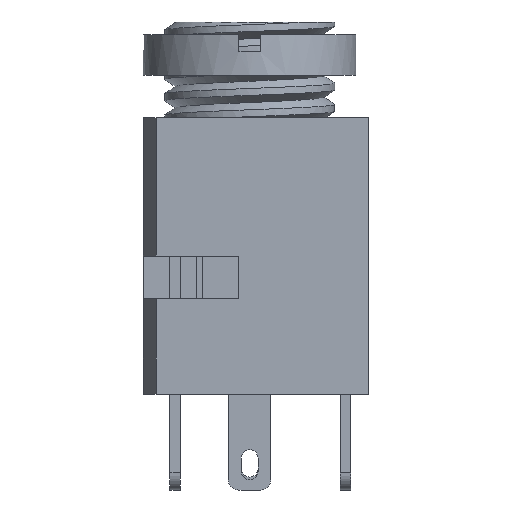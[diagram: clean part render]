
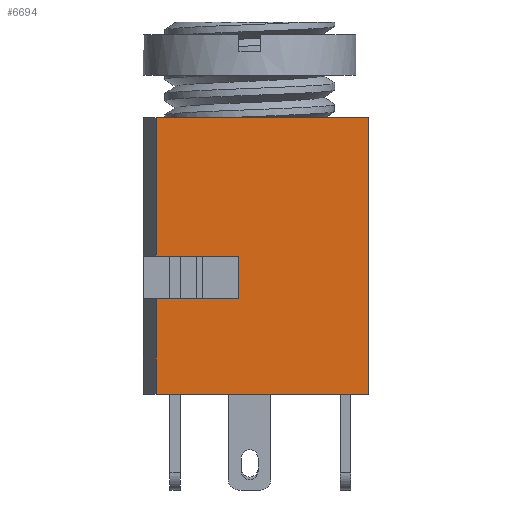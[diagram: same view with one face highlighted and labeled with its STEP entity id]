
A CAD part, left-side view. The second image highlights one B-rep face of the part: STEP entity #6694.
In plain terms, the highlighted planar face has unit normal (-1, 0, 0).
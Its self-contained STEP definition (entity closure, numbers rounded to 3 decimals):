
#6694 = ADVANCED_FACE('',(#6695),#6709,.F.);
#6695 = FACE_BOUND('',#6696,.F.);
#6696 = EDGE_LOOP('',(#6697,#6732,#6760,#6788,#6816,#6844,#6872,#6900));
#6697 = ORIENTED_EDGE('',*,*,#6698,.F.);
#6698 = EDGE_CURVE('',#6699,#6701,#6703,.T.);
#6699 = VERTEX_POINT('',#6700);
#6700 = CARTESIAN_POINT('',(-4.5,4.4,0.));
#6701 = VERTEX_POINT('',#6702);
#6702 = CARTESIAN_POINT('',(-4.5,-5.6,0.));
#6703 = SURFACE_CURVE('',#6704,(#6708,#6720),.PCURVE_S1.);
#6704 = LINE('',#6705,#6706);
#6705 = CARTESIAN_POINT('',(-4.5,4.4,0.));
#6706 = VECTOR('',#6707,1.);
#6707 = DIRECTION('',(0.,-1.,0.));
#6708 = PCURVE('',#6709,#6714);
#6709 = PLANE('',#6710);
#6710 = AXIS2_PLACEMENT_3D('',#6711,#6712,#6713);
#6711 = CARTESIAN_POINT('',(-4.5,4.4,0.));
#6712 = DIRECTION('',(1.,0.,0.));
#6713 = DIRECTION('',(0.,-1.,0.));
#6714 = DEFINITIONAL_REPRESENTATION('',(#6715),#6719);
#6715 = LINE('',#6716,#6717);
#6716 = CARTESIAN_POINT('',(0.,0.));
#6717 = VECTOR('',#6718,1.);
#6718 = DIRECTION('',(1.,0.));
#6719 = ( GEOMETRIC_REPRESENTATION_CONTEXT(2) 
PARAMETRIC_REPRESENTATION_CONTEXT() REPRESENTATION_CONTEXT('2D SPACE',''
  ) );
#6720 = PCURVE('',#6721,#6726);
#6721 = PLANE('',#6722);
#6722 = AXIS2_PLACEMENT_3D('',#6723,#6724,#6725);
#6723 = CARTESIAN_POINT('',(0.,-0.429,0.));
#6724 = DIRECTION('',(0.,0.,1.));
#6725 = DIRECTION('',(1.,0.,0.));
#6726 = DEFINITIONAL_REPRESENTATION('',(#6727),#6731);
#6727 = LINE('',#6728,#6729);
#6728 = CARTESIAN_POINT('',(-4.5,4.829));
#6729 = VECTOR('',#6730,1.);
#6730 = DIRECTION('',(0.,-1.));
#6731 = ( GEOMETRIC_REPRESENTATION_CONTEXT(2) 
PARAMETRIC_REPRESENTATION_CONTEXT() REPRESENTATION_CONTEXT('2D SPACE',''
  ) );
#6732 = ORIENTED_EDGE('',*,*,#6733,.T.);
#6733 = EDGE_CURVE('',#6699,#6734,#6736,.T.);
#6734 = VERTEX_POINT('',#6735);
#6735 = CARTESIAN_POINT('',(-4.5,4.4,4.5));
#6736 = SURFACE_CURVE('',#6737,(#6741,#6748),.PCURVE_S1.);
#6737 = LINE('',#6738,#6739);
#6738 = CARTESIAN_POINT('',(-4.5,4.4,0.));
#6739 = VECTOR('',#6740,1.);
#6740 = DIRECTION('',(0.,0.,1.));
#6741 = PCURVE('',#6709,#6742);
#6742 = DEFINITIONAL_REPRESENTATION('',(#6743),#6747);
#6743 = LINE('',#6744,#6745);
#6744 = CARTESIAN_POINT('',(0.,0.));
#6745 = VECTOR('',#6746,1.);
#6746 = DIRECTION('',(0.,-1.));
#6747 = ( GEOMETRIC_REPRESENTATION_CONTEXT(2) 
PARAMETRIC_REPRESENTATION_CONTEXT() REPRESENTATION_CONTEXT('2D SPACE',''
  ) );
#6748 = PCURVE('',#6749,#6754);
#6749 = PLANE('',#6750);
#6750 = AXIS2_PLACEMENT_3D('',#6751,#6752,#6753);
#6751 = CARTESIAN_POINT('',(-3.5,5.,0.));
#6752 = DIRECTION('',(0.514,-0.857,0.));
#6753 = DIRECTION('',(-0.857,-0.514,0.));
#6754 = DEFINITIONAL_REPRESENTATION('',(#6755),#6759);
#6755 = LINE('',#6756,#6757);
#6756 = CARTESIAN_POINT('',(1.166,0.));
#6757 = VECTOR('',#6758,1.);
#6758 = DIRECTION('',(0.,-1.));
#6759 = ( GEOMETRIC_REPRESENTATION_CONTEXT(2) 
PARAMETRIC_REPRESENTATION_CONTEXT() REPRESENTATION_CONTEXT('2D SPACE',''
  ) );
#6760 = ORIENTED_EDGE('',*,*,#6761,.F.);
#6761 = EDGE_CURVE('',#6762,#6734,#6764,.T.);
#6762 = VERTEX_POINT('',#6763);
#6763 = CARTESIAN_POINT('',(-4.5,0.5,4.5));
#6764 = SURFACE_CURVE('',#6765,(#6769,#6776),.PCURVE_S1.);
#6765 = LINE('',#6766,#6767);
#6766 = CARTESIAN_POINT('',(-4.5,0.5,4.5));
#6767 = VECTOR('',#6768,1.);
#6768 = DIRECTION('',(0.,1.,0.));
#6769 = PCURVE('',#6709,#6770);
#6770 = DEFINITIONAL_REPRESENTATION('',(#6771),#6775);
#6771 = LINE('',#6772,#6773);
#6772 = CARTESIAN_POINT('',(3.9,-4.5));
#6773 = VECTOR('',#6774,1.);
#6774 = DIRECTION('',(-1.,0.));
#6775 = ( GEOMETRIC_REPRESENTATION_CONTEXT(2) 
PARAMETRIC_REPRESENTATION_CONTEXT() REPRESENTATION_CONTEXT('2D SPACE',''
  ) );
#6776 = PCURVE('',#6777,#6782);
#6777 = PLANE('',#6778);
#6778 = AXIS2_PLACEMENT_3D('',#6779,#6780,#6781);
#6779 = CARTESIAN_POINT('',(-4.5,0.5,4.5));
#6780 = DIRECTION('',(0.,0.,1.));
#6781 = DIRECTION('',(0.,1.,0.));
#6782 = DEFINITIONAL_REPRESENTATION('',(#6783),#6787);
#6783 = LINE('',#6784,#6785);
#6784 = CARTESIAN_POINT('',(0.,0.));
#6785 = VECTOR('',#6786,1.);
#6786 = DIRECTION('',(1.,0.));
#6787 = ( GEOMETRIC_REPRESENTATION_CONTEXT(2) 
PARAMETRIC_REPRESENTATION_CONTEXT() REPRESENTATION_CONTEXT('2D SPACE',''
  ) );
#6788 = ORIENTED_EDGE('',*,*,#6789,.F.);
#6789 = EDGE_CURVE('',#6790,#6762,#6792,.T.);
#6790 = VERTEX_POINT('',#6791);
#6791 = CARTESIAN_POINT('',(-4.5,0.5,6.5));
#6792 = SURFACE_CURVE('',#6793,(#6797,#6804),.PCURVE_S1.);
#6793 = LINE('',#6794,#6795);
#6794 = CARTESIAN_POINT('',(-4.5,0.5,6.5));
#6795 = VECTOR('',#6796,1.);
#6796 = DIRECTION('',(0.,0.,-1.));
#6797 = PCURVE('',#6709,#6798);
#6798 = DEFINITIONAL_REPRESENTATION('',(#6799),#6803);
#6799 = LINE('',#6800,#6801);
#6800 = CARTESIAN_POINT('',(3.9,-6.5));
#6801 = VECTOR('',#6802,1.);
#6802 = DIRECTION('',(0.,1.));
#6803 = ( GEOMETRIC_REPRESENTATION_CONTEXT(2) 
PARAMETRIC_REPRESENTATION_CONTEXT() REPRESENTATION_CONTEXT('2D SPACE',''
  ) );
#6804 = PCURVE('',#6805,#6810);
#6805 = PLANE('',#6806);
#6806 = AXIS2_PLACEMENT_3D('',#6807,#6808,#6809);
#6807 = CARTESIAN_POINT('',(-4.5,0.5,6.5));
#6808 = DIRECTION('',(0.,1.,0.));
#6809 = DIRECTION('',(0.,0.,-1.));
#6810 = DEFINITIONAL_REPRESENTATION('',(#6811),#6815);
#6811 = LINE('',#6812,#6813);
#6812 = CARTESIAN_POINT('',(0.,0.));
#6813 = VECTOR('',#6814,1.);
#6814 = DIRECTION('',(1.,0.));
#6815 = ( GEOMETRIC_REPRESENTATION_CONTEXT(2) 
PARAMETRIC_REPRESENTATION_CONTEXT() REPRESENTATION_CONTEXT('2D SPACE',''
  ) );
#6816 = ORIENTED_EDGE('',*,*,#6817,.F.);
#6817 = EDGE_CURVE('',#6818,#6790,#6820,.T.);
#6818 = VERTEX_POINT('',#6819);
#6819 = CARTESIAN_POINT('',(-4.5,4.4,6.5));
#6820 = SURFACE_CURVE('',#6821,(#6825,#6832),.PCURVE_S1.);
#6821 = LINE('',#6822,#6823);
#6822 = CARTESIAN_POINT('',(-4.5,5.,6.5));
#6823 = VECTOR('',#6824,1.);
#6824 = DIRECTION('',(0.,-1.,0.));
#6825 = PCURVE('',#6709,#6826);
#6826 = DEFINITIONAL_REPRESENTATION('',(#6827),#6831);
#6827 = LINE('',#6828,#6829);
#6828 = CARTESIAN_POINT('',(-0.6,-6.5));
#6829 = VECTOR('',#6830,1.);
#6830 = DIRECTION('',(1.,0.));
#6831 = ( GEOMETRIC_REPRESENTATION_CONTEXT(2) 
PARAMETRIC_REPRESENTATION_CONTEXT() REPRESENTATION_CONTEXT('2D SPACE',''
  ) );
#6832 = PCURVE('',#6833,#6838);
#6833 = PLANE('',#6834);
#6834 = AXIS2_PLACEMENT_3D('',#6835,#6836,#6837);
#6835 = CARTESIAN_POINT('',(-4.5,5.,6.5));
#6836 = DIRECTION('',(0.,0.,-1.));
#6837 = DIRECTION('',(0.,-1.,0.));
#6838 = DEFINITIONAL_REPRESENTATION('',(#6839),#6843);
#6839 = LINE('',#6840,#6841);
#6840 = CARTESIAN_POINT('',(0.,-0.));
#6841 = VECTOR('',#6842,1.);
#6842 = DIRECTION('',(1.,0.));
#6843 = ( GEOMETRIC_REPRESENTATION_CONTEXT(2) 
PARAMETRIC_REPRESENTATION_CONTEXT() REPRESENTATION_CONTEXT('2D SPACE',''
  ) );
#6844 = ORIENTED_EDGE('',*,*,#6845,.T.);
#6845 = EDGE_CURVE('',#6818,#6846,#6848,.T.);
#6846 = VERTEX_POINT('',#6847);
#6847 = CARTESIAN_POINT('',(-4.5,4.4,13.));
#6848 = SURFACE_CURVE('',#6849,(#6853,#6860),.PCURVE_S1.);
#6849 = LINE('',#6850,#6851);
#6850 = CARTESIAN_POINT('',(-4.5,4.4,0.));
#6851 = VECTOR('',#6852,1.);
#6852 = DIRECTION('',(0.,0.,1.));
#6853 = PCURVE('',#6709,#6854);
#6854 = DEFINITIONAL_REPRESENTATION('',(#6855),#6859);
#6855 = LINE('',#6856,#6857);
#6856 = CARTESIAN_POINT('',(0.,0.));
#6857 = VECTOR('',#6858,1.);
#6858 = DIRECTION('',(0.,-1.));
#6859 = ( GEOMETRIC_REPRESENTATION_CONTEXT(2) 
PARAMETRIC_REPRESENTATION_CONTEXT() REPRESENTATION_CONTEXT('2D SPACE',''
  ) );
#6860 = PCURVE('',#6861,#6866);
#6861 = PLANE('',#6862);
#6862 = AXIS2_PLACEMENT_3D('',#6863,#6864,#6865);
#6863 = CARTESIAN_POINT('',(-3.5,5.,0.));
#6864 = DIRECTION('',(0.514,-0.857,0.));
#6865 = DIRECTION('',(-0.857,-0.514,0.));
#6866 = DEFINITIONAL_REPRESENTATION('',(#6867),#6871);
#6867 = LINE('',#6868,#6869);
#6868 = CARTESIAN_POINT('',(1.166,0.));
#6869 = VECTOR('',#6870,1.);
#6870 = DIRECTION('',(0.,-1.));
#6871 = ( GEOMETRIC_REPRESENTATION_CONTEXT(2) 
PARAMETRIC_REPRESENTATION_CONTEXT() REPRESENTATION_CONTEXT('2D SPACE',''
  ) );
#6872 = ORIENTED_EDGE('',*,*,#6873,.T.);
#6873 = EDGE_CURVE('',#6846,#6874,#6876,.T.);
#6874 = VERTEX_POINT('',#6875);
#6875 = CARTESIAN_POINT('',(-4.5,-5.6,13.));
#6876 = SURFACE_CURVE('',#6877,(#6881,#6888),.PCURVE_S1.);
#6877 = LINE('',#6878,#6879);
#6878 = CARTESIAN_POINT('',(-4.5,4.4,13.));
#6879 = VECTOR('',#6880,1.);
#6880 = DIRECTION('',(0.,-1.,0.));
#6881 = PCURVE('',#6709,#6882);
#6882 = DEFINITIONAL_REPRESENTATION('',(#6883),#6887);
#6883 = LINE('',#6884,#6885);
#6884 = CARTESIAN_POINT('',(0.,-13.));
#6885 = VECTOR('',#6886,1.);
#6886 = DIRECTION('',(1.,0.));
#6887 = ( GEOMETRIC_REPRESENTATION_CONTEXT(2) 
PARAMETRIC_REPRESENTATION_CONTEXT() REPRESENTATION_CONTEXT('2D SPACE',''
  ) );
#6888 = PCURVE('',#6889,#6894);
#6889 = PLANE('',#6890);
#6890 = AXIS2_PLACEMENT_3D('',#6891,#6892,#6893);
#6891 = CARTESIAN_POINT('',(0.,-0.429,13.));
#6892 = DIRECTION('',(0.,0.,1.));
#6893 = DIRECTION('',(1.,0.,0.));
#6894 = DEFINITIONAL_REPRESENTATION('',(#6895),#6899);
#6895 = LINE('',#6896,#6897);
#6896 = CARTESIAN_POINT('',(-4.5,4.829));
#6897 = VECTOR('',#6898,1.);
#6898 = DIRECTION('',(0.,-1.));
#6899 = ( GEOMETRIC_REPRESENTATION_CONTEXT(2) 
PARAMETRIC_REPRESENTATION_CONTEXT() REPRESENTATION_CONTEXT('2D SPACE',''
  ) );
#6900 = ORIENTED_EDGE('',*,*,#6901,.F.);
#6901 = EDGE_CURVE('',#6701,#6874,#6902,.T.);
#6902 = SURFACE_CURVE('',#6903,(#6907,#6914),.PCURVE_S1.);
#6903 = LINE('',#6904,#6905);
#6904 = CARTESIAN_POINT('',(-4.5,-5.6,0.));
#6905 = VECTOR('',#6906,1.);
#6906 = DIRECTION('',(0.,0.,1.));
#6907 = PCURVE('',#6709,#6908);
#6908 = DEFINITIONAL_REPRESENTATION('',(#6909),#6913);
#6909 = LINE('',#6910,#6911);
#6910 = CARTESIAN_POINT('',(10.,0.));
#6911 = VECTOR('',#6912,1.);
#6912 = DIRECTION('',(0.,-1.));
#6913 = ( GEOMETRIC_REPRESENTATION_CONTEXT(2) 
PARAMETRIC_REPRESENTATION_CONTEXT() REPRESENTATION_CONTEXT('2D SPACE',''
  ) );
#6914 = PCURVE('',#6915,#6920);
#6915 = PLANE('',#6916);
#6916 = AXIS2_PLACEMENT_3D('',#6917,#6918,#6919);
#6917 = CARTESIAN_POINT('',(-4.5,-5.6,0.));
#6918 = DIRECTION('',(0.,1.,0.));
#6919 = DIRECTION('',(1.,0.,0.));
#6920 = DEFINITIONAL_REPRESENTATION('',(#6921),#6925);
#6921 = LINE('',#6922,#6923);
#6922 = CARTESIAN_POINT('',(0.,0.));
#6923 = VECTOR('',#6924,1.);
#6924 = DIRECTION('',(0.,-1.));
#6925 = ( GEOMETRIC_REPRESENTATION_CONTEXT(2) 
PARAMETRIC_REPRESENTATION_CONTEXT() REPRESENTATION_CONTEXT('2D SPACE',''
  ) );
